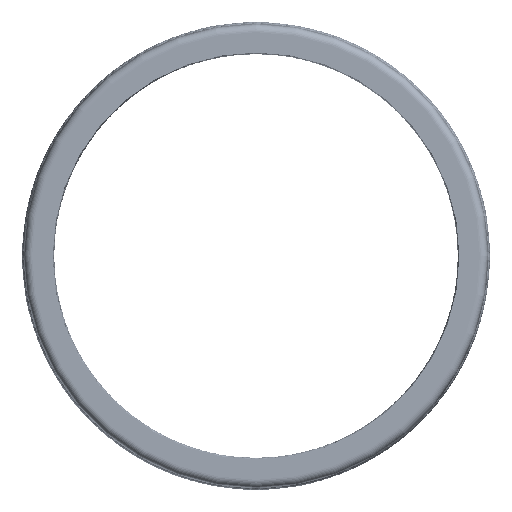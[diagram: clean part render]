
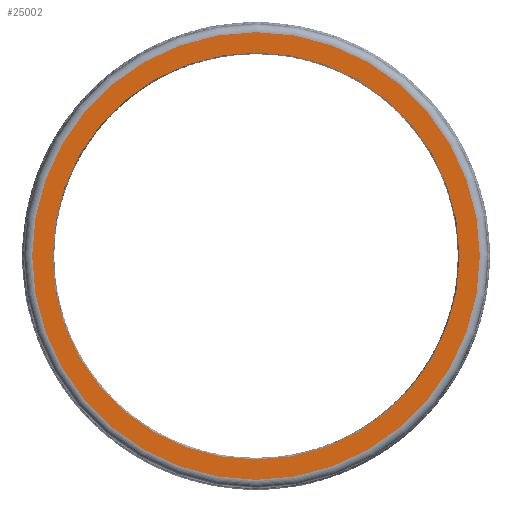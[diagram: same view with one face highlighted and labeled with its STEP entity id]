
A CAD part, front view. The second image highlights one B-rep face of the part: STEP entity #25002.
In plain terms, the highlighted planar face has unit normal (0, -1, 0).
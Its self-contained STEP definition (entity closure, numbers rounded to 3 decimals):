
#1037 = DIRECTION ( 'NONE',  ( 0., 1., 0. ) ) ;
#1379 = DIRECTION ( 'NONE',  ( 0., 0., 1. ) ) ;
#3813 = CARTESIAN_POINT ( 'NONE',  ( 0., -44., -27.5 ) ) ;
#4925 = FACE_OUTER_BOUND ( 'NONE', #20358, .T. ) ;
#5095 = VERTEX_POINT ( 'NONE', #52599 ) ;
#6176 = VERTEX_POINT ( 'NONE', #33876 ) ;
#6227 = DIRECTION ( 'NONE',  ( 0., 1., 0. ) ) ;
#7430 = VERTEX_POINT ( 'NONE', #55177 ) ;
#9986 = CARTESIAN_POINT ( 'NONE',  ( 25., -44., 0. ) ) ;
#10931 = CIRCLE ( 'NONE', #53681, 25. ) ;
#14405 = CARTESIAN_POINT ( 'NONE',  ( 0., -44., 0. ) ) ;
#14541 = VERTEX_POINT ( 'NONE', #3813 ) ;
#15524 = EDGE_CURVE ( 'NONE', #5095, #14541, #28766, .T. ) ;
#18299 = DIRECTION ( 'NONE',  ( 0., 1., 0. ) ) ;
#18532 = PLANE ( 'NONE',  #54982 ) ;
#19206 = DIRECTION ( 'NONE',  ( 0., 1., 0. ) ) ;
#19819 = EDGE_CURVE ( 'NONE', #14541, #5095, #31471, .T. ) ;
#20358 = EDGE_LOOP ( 'NONE', ( #23799, #28767 ) ) ;
#22582 = EDGE_LOOP ( 'NONE', ( #53663, #52577 ) ) ;
#23799 = ORIENTED_EDGE ( 'NONE', *, *, #15524, .F. ) ;
#25002 = ADVANCED_FACE ( 'NONE', ( #4925, #57230 ), #18532, .F. ) ;
#28766 = CIRCLE ( 'NONE', #33168, 27.5 ) ;
#28767 = ORIENTED_EDGE ( 'NONE', *, *, #19819, .F. ) ;
#29495 = AXIS2_PLACEMENT_3D ( 'NONE', #31341, #18299, #35832 ) ;
#30714 = DIRECTION ( 'NONE',  ( 0., 1., 0. ) ) ;
#31341 = CARTESIAN_POINT ( 'NONE',  ( 0., -44., 0. ) ) ;
#31471 = CIRCLE ( 'NONE', #29495, 27.5 ) ;
#32427 = DIRECTION ( 'NONE',  ( 0., 0., 1. ) ) ;
#33168 = AXIS2_PLACEMENT_3D ( 'NONE', #45864, #19206, #32427 ) ;
#33876 = CARTESIAN_POINT ( 'NONE',  ( 0., -44., 25. ) ) ;
#35832 = DIRECTION ( 'NONE',  ( 0., 0., 1. ) ) ;
#38899 = EDGE_CURVE ( 'NONE', #7430, #6176, #10931, .T. ) ;
#39301 = DIRECTION ( 'NONE',  ( 0., 0., 1. ) ) ;
#42609 = AXIS2_PLACEMENT_3D ( 'NONE', #14405, #6227, #1379 ) ;
#45864 = CARTESIAN_POINT ( 'NONE',  ( 0., -44., 0. ) ) ;
#48476 = CARTESIAN_POINT ( 'NONE',  ( 0., -44., 0. ) ) ;
#51283 = EDGE_CURVE ( 'NONE', #6176, #7430, #51743, .T. ) ;
#51743 = CIRCLE ( 'NONE', #42609, 25. ) ;
#52577 = ORIENTED_EDGE ( 'NONE', *, *, #38899, .T. ) ;
#52599 = CARTESIAN_POINT ( 'NONE',  ( 0., -44., 27.5 ) ) ;
#53663 = ORIENTED_EDGE ( 'NONE', *, *, #51283, .T. ) ;
#53681 = AXIS2_PLACEMENT_3D ( 'NONE', #48476, #30714, #39301 ) ;
#54982 = AXIS2_PLACEMENT_3D ( 'NONE', #9986, #1037, #55957 ) ;
#55177 = CARTESIAN_POINT ( 'NONE',  ( 0., -44., -25. ) ) ;
#55957 = DIRECTION ( 'NONE',  ( 0., 0., 1. ) ) ;
#57230 = FACE_BOUND ( 'NONE', #22582, .T. ) ;
